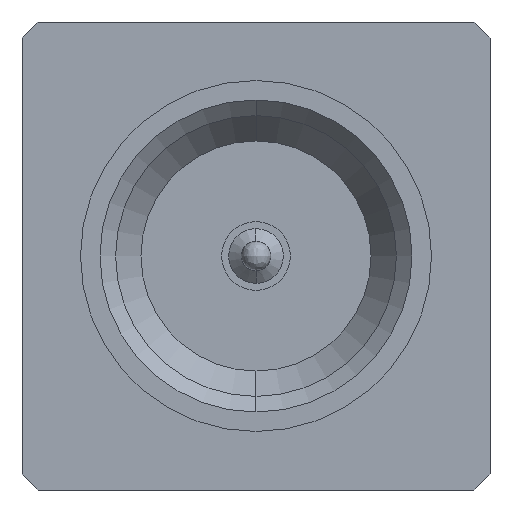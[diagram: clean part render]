
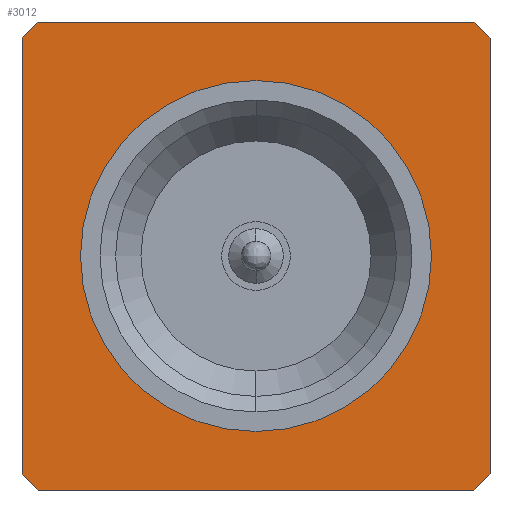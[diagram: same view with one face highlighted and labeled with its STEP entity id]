
A CAD part, left-side view. The second image highlights one B-rep face of the part: STEP entity #3012.
In plain terms, the highlighted planar face has unit normal (-1, 0, 0).
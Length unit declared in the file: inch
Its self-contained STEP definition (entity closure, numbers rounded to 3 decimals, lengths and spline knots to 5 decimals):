
#1 = CARTESIAN_POINT ( 'NONE',  ( 0.09449, 0., 0.11811 ) ) ;
#3 = CARTESIAN_POINT ( 'NONE',  ( 0.09449, -0.11003, -0.11811 ) ) ;
#87 = CARTESIAN_POINT ( 'NONE',  ( 0.09449, -0.11811, 0.11003 ) ) ;
#104 = DIRECTION ( 'NONE',  ( 1., 0., 0. ) ) ;
#105 = CIRCLE ( 'NONE', #1266, 0.08858 ) ;
#107 = VECTOR ( 'NONE', #1124, 39.37008 ) ;
#135 = ORIENTED_EDGE ( 'NONE', *, *, #1718, .F. ) ;
#171 = VERTEX_POINT ( 'NONE', #1500 ) ;
#201 = VERTEX_POINT ( 'NONE', #2354 ) ;
#257 = EDGE_CURVE ( 'NONE', #201, #484, #290, .T. ) ;
#290 = LINE ( 'NONE', #1, #1478 ) ;
#408 = ORIENTED_EDGE ( 'NONE', *, *, #503, .F. ) ;
#442 = EDGE_CURVE ( 'NONE', #484, #2719, #2901, .T. ) ;
#484 = VERTEX_POINT ( 'NONE', #2976 ) ;
#495 = CARTESIAN_POINT ( 'NONE',  ( 0.09449, 0., 0.08858 ) ) ;
#503 = EDGE_CURVE ( 'NONE', #1296, #171, #105, .T. ) ;
#525 = VECTOR ( 'NONE', #1434, 39.37008 ) ;
#576 = CARTESIAN_POINT ( 'NONE',  ( 0.09449, 0., 0. ) ) ;
#624 = DIRECTION ( 'NONE',  ( -1., 0., 0. ) ) ;
#674 = CARTESIAN_POINT ( 'NONE',  ( 0.09449, 0., 0. ) ) ;
#805 = AXIS2_PLACEMENT_3D ( 'NONE', #576, #104, #836 ) ;
#819 = ORIENTED_EDGE ( 'NONE', *, *, #1425, .F. ) ;
#836 = DIRECTION ( 'NONE',  ( 0., 0., -1. ) ) ;
#900 = CARTESIAN_POINT ( 'NONE',  ( 0.09449, 0., -0.11811 ) ) ;
#955 = CIRCLE ( 'NONE', #2505, 0.16142 ) ;
#998 = CARTESIAN_POINT ( 'NONE',  ( 0.09449, 0.11003, -0.11811 ) ) ;
#1004 = EDGE_CURVE ( 'NONE', #1624, #1733, #955, .T. ) ;
#1112 = CARTESIAN_POINT ( 'NONE',  ( 0.09449, 0.11811, 0.11003 ) ) ;
#1124 = DIRECTION ( 'NONE',  ( 0., 0., 1. ) ) ;
#1145 = FACE_BOUND ( 'NONE', #1331, .T. ) ;
#1167 = LINE ( 'NONE', #900, #1317 ) ;
#1195 = CARTESIAN_POINT ( 'NONE',  ( 0.09449, 0., 0. ) ) ;
#1209 = CIRCLE ( 'NONE', #2523, 0.16142 ) ;
#1266 = AXIS2_PLACEMENT_3D ( 'NONE', #1947, #624, #3273 ) ;
#1276 = CARTESIAN_POINT ( 'NONE',  ( 0.09449, -0.11811, -0.11003 ) ) ;
#1296 = VERTEX_POINT ( 'NONE', #495 ) ;
#1305 = AXIS2_PLACEMENT_3D ( 'NONE', #2166, #2400, #2945 ) ;
#1317 = VECTOR ( 'NONE', #1952, 39.37008 ) ;
#1331 = EDGE_LOOP ( 'NONE', ( #1945, #408 ) ) ;
#1368 = EDGE_LOOP ( 'NONE', ( #3353, #2583, #135, #2176, #1939, #1984, #2875, #819 ) ) ;
#1369 = DIRECTION ( 'NONE',  ( 0., 0., -1. ) ) ;
#1373 = VERTEX_POINT ( 'NONE', #1112 ) ;
#1388 = CARTESIAN_POINT ( 'NONE',  ( 0.09449, 0.11811, 0. ) ) ;
#1425 = EDGE_CURVE ( 'NONE', #1373, #201, #2243, .T. ) ;
#1434 = DIRECTION ( 'NONE',  ( 0., 0., -1. ) ) ;
#1439 = VERTEX_POINT ( 'NONE', #2459 ) ;
#1469 = DIRECTION ( 'NONE',  ( -1., 0., 0. ) ) ;
#1478 = VECTOR ( 'NONE', #2606, 39.37008 ) ;
#1500 = CARTESIAN_POINT ( 'NONE',  ( 0.09449, 0., -0.08858 ) ) ;
#1624 = VERTEX_POINT ( 'NONE', #1276 ) ;
#1627 = VERTEX_POINT ( 'NONE', #998 ) ;
#1713 = DIRECTION ( 'NONE',  ( 1., 0., 0. ) ) ;
#1714 = EDGE_CURVE ( 'NONE', #1439, #1373, #2730, .T. ) ;
#1718 = EDGE_CURVE ( 'NONE', #1733, #1627, #1167, .T. ) ;
#1733 = VERTEX_POINT ( 'NONE', #3 ) ;
#1887 = DIRECTION ( 'NONE',  ( 1., 0., 0. ) ) ;
#1939 = ORIENTED_EDGE ( 'NONE', *, *, #3391, .F. ) ;
#1945 = ORIENTED_EDGE ( 'NONE', *, *, #3306, .F. ) ;
#1947 = CARTESIAN_POINT ( 'NONE',  ( 0.09449, 0., 0. ) ) ;
#1952 = DIRECTION ( 'NONE',  ( 0., 1., 0. ) ) ;
#1982 = DIRECTION ( 'NONE',  ( 0., 0., -1. ) ) ;
#1984 = ORIENTED_EDGE ( 'NONE', *, *, #442, .F. ) ;
#2102 = DIRECTION ( 'NONE',  ( 1., 0., 0. ) ) ;
#2135 = CARTESIAN_POINT ( 'NONE',  ( 0.09449, 0., 0. ) ) ;
#2166 = CARTESIAN_POINT ( 'NONE',  ( 0.09449, 0., 0. ) ) ;
#2176 = ORIENTED_EDGE ( 'NONE', *, *, #1004, .F. ) ;
#2221 = LINE ( 'NONE', #3035, #525 ) ;
#2243 = CIRCLE ( 'NONE', #805, 0.16142 ) ;
#2352 = AXIS2_PLACEMENT_3D ( 'NONE', #2364, #2102, #1369 ) ;
#2354 = CARTESIAN_POINT ( 'NONE',  ( 0.09449, 0.11003, 0.11811 ) ) ;
#2364 = CARTESIAN_POINT ( 'NONE',  ( 0.09449, 0., 0. ) ) ;
#2400 = DIRECTION ( 'NONE',  ( 1., 0., 0. ) ) ;
#2408 = DIRECTION ( 'NONE',  ( 0., 0., -1. ) ) ;
#2459 = CARTESIAN_POINT ( 'NONE',  ( 0.09449, 0.11811, -0.11003 ) ) ;
#2462 = AXIS2_PLACEMENT_3D ( 'NONE', #1195, #1469, #2518 ) ;
#2505 = AXIS2_PLACEMENT_3D ( 'NONE', #2135, #1887, #2408 ) ;
#2518 = DIRECTION ( 'NONE',  ( 0., 0., -1. ) ) ;
#2523 = AXIS2_PLACEMENT_3D ( 'NONE', #674, #1713, #1982 ) ;
#2583 = ORIENTED_EDGE ( 'NONE', *, *, #3284, .F. ) ;
#2606 = DIRECTION ( 'NONE',  ( 0., -1., 0. ) ) ;
#2656 = PLANE ( 'NONE',  #1305 ) ;
#2719 = VERTEX_POINT ( 'NONE', #87 ) ;
#2730 = LINE ( 'NONE', #1388, #107 ) ;
#2743 = CIRCLE ( 'NONE', #2462, 0.08858 ) ;
#2875 = ORIENTED_EDGE ( 'NONE', *, *, #257, .F. ) ;
#2901 = CIRCLE ( 'NONE', #2352, 0.16142 ) ;
#2914 = FACE_OUTER_BOUND ( 'NONE', #1368, .T. ) ;
#2945 = DIRECTION ( 'NONE',  ( 0., 0., -1. ) ) ;
#2976 = CARTESIAN_POINT ( 'NONE',  ( 0.09449, -0.11003, 0.11811 ) ) ;
#3012 = ADVANCED_FACE ( 'NONE', ( #1145, #2914 ), #2656, .F. ) ;
#3035 = CARTESIAN_POINT ( 'NONE',  ( 0.09449, -0.11811, 0. ) ) ;
#3273 = DIRECTION ( 'NONE',  ( 0., 0., -1. ) ) ;
#3284 = EDGE_CURVE ( 'NONE', #1627, #1439, #1209, .T. ) ;
#3306 = EDGE_CURVE ( 'NONE', #171, #1296, #2743, .T. ) ;
#3353 = ORIENTED_EDGE ( 'NONE', *, *, #1714, .F. ) ;
#3391 = EDGE_CURVE ( 'NONE', #2719, #1624, #2221, .T. ) ;
